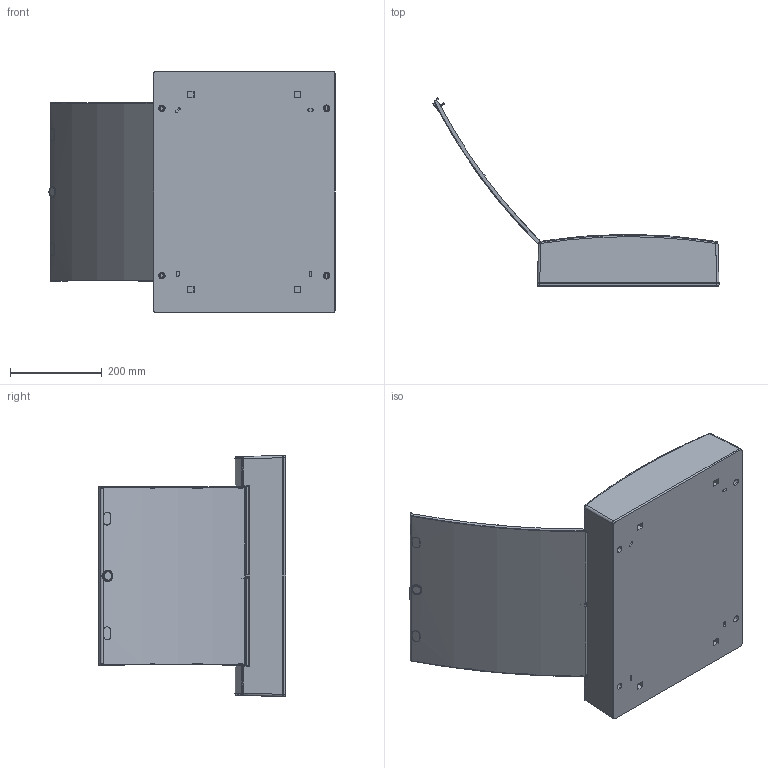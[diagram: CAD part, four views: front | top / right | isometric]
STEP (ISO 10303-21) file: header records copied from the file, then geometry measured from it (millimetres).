
FILE_DESCRIPTION(/* description */ ('Unknown'),/* implementation_level */ '2;1');
FILE_NAME(/* name */ 'ECT_3x18_PO_Mod',/* time_stamp */ '2020-05-12T08:46:03+02:00',/* author */ ('Unknown'),/* organization */ ('Unknown'),/* preprocessor_version */ 'ST-DEVELOPER v16.7',/* originating_system */ 'DEX',/* authorisation */ $);
FILE_SCHEMA (('AUTOMOTIVE_DESIGN {1 0 10303 214 3 1 1}'));
Length unit declared in the file: millimetre
Products named in the file (8): ECT_3x18_PO_Mod; Front_ECT_3x18; Door_ECT_3x18; Bottom_ECT_3x18; TH_18_Rail; Pin; Screw_M4x8; ETI LOGO
Assembly tree (17 placements, depth 2):
  ECT_3x18_PO_Mod
    Front_ECT_3x18
    Door_ECT_3x18
    Bottom_ECT_3x18
    TH_18_Rail  x3
    Pin  x4
    Screw_M4x8  x6
    ETI LOGO
Bounding box: 623.41 x 409.62 x 525.6 mm (x, y, z)
Volume: 2182720.5 mm3; surface area: 1660852.2 mm2
Topology: 19 solids, 19 shells, 1243 faces, 3234 edges, 2120 vertices
Faces by surface type: plane 813, cylinder 199, cone 195, bspline 14, torus 12, sphere 10
Full cylindrical faces by diameter (mm): 4 x6, 8 x6, 12.2 x4
Entity records: 29247 total; most frequent: CARTESIAN_POINT 6445, ORIENTED_EDGE 4654, DIRECTION 4648, EDGE_CURVE 2327, AXIS2_PLACEMENT_3D 1611, VERTEX_POINT 1565, LINE 1426, VECTOR 1426
